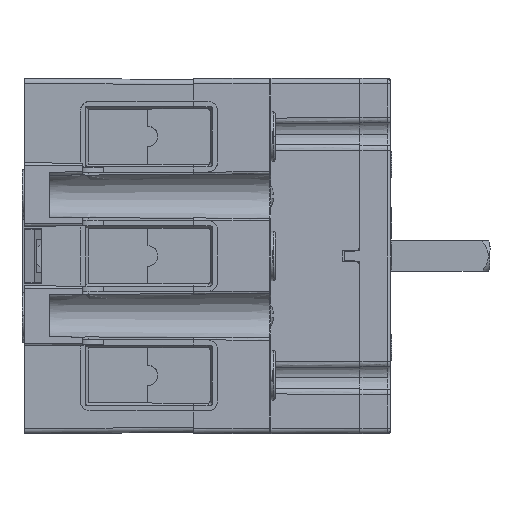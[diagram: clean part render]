
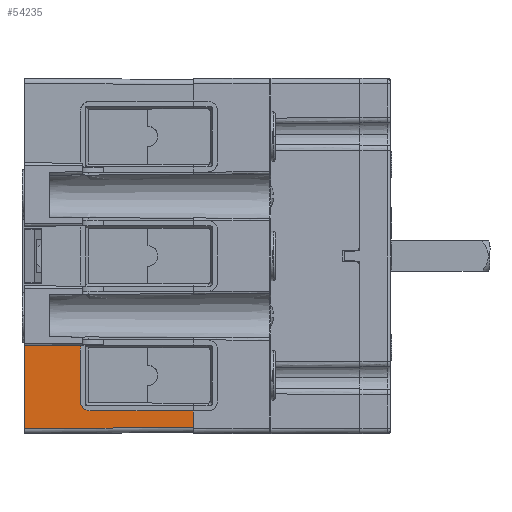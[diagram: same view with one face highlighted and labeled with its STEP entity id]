
A CAD part, front view. The second image highlights one B-rep face of the part: STEP entity #54235.
In plain terms, the highlighted planar face has unit normal (-0.009, -1, 0).
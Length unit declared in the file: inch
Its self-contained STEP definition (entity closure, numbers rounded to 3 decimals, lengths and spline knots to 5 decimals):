
#379 = CARTESIAN_POINT ( 'NONE',  ( 0.44248, -1.54914, -0.69102 ) ) ;
#1080 = VECTOR ( 'NONE', #44058, 39.37008 ) ;
#1540 = VECTOR ( 'NONE', #61428, 39.37008 ) ;
#2316 = CARTESIAN_POINT ( 'NONE',  ( 0., -1.54528, -1.20079 ) ) ;
#3659 = CARTESIAN_POINT ( 'NONE',  ( 0.51181, -1.54974, -1.20079 ) ) ;
#4905 = CARTESIAN_POINT ( 'NONE',  ( 0.43407, -1.54906, -0.7155 ) ) ;
#4994 = EDGE_CURVE ( 'NONE', #5098, #42064, #63505, .T. ) ;
#5085 = ORIENTED_EDGE ( 'NONE', *, *, #4994, .T. ) ;
#5098 = VERTEX_POINT ( 'NONE', #51107 ) ;
#5671 = EDGE_CURVE ( 'NONE', #29660, #54007, #37328, .T. ) ;
#6159 = CARTESIAN_POINT ( 'NONE',  ( 0.43307, -1.54905, -1.37795 ) ) ;
#6316 = CARTESIAN_POINT ( 'NONE',  ( 0., -1.54528, -1.33858 ) ) ;
#6484 = CARTESIAN_POINT ( 'NONE',  ( 0., -1.54528, -0.69488 ) ) ;
#6878 = ORIENTED_EDGE ( 'NONE', *, *, #48531, .T. ) ;
#7207 = EDGE_CURVE ( 'NONE', #54007, #19611, #15759, .T. ) ;
#7228 = CARTESIAN_POINT ( 'NONE',  ( 0.44251, -1.54914, -1.15963 ) ) ;
#8481 = AXIS2_PLACEMENT_3D ( 'NONE', #59522, #14881, #44410 ) ;
#8828 = ORIENTED_EDGE ( 'NONE', *, *, #24328, .F. ) ;
#9742 = FACE_OUTER_BOUND ( 'NONE', #27154, .T. ) ;
#10360 = PLANE ( 'NONE',  #8481 ) ;
#11419 = CARTESIAN_POINT ( 'NONE',  ( 0.43911, -1.54911, -1.15229 ) ) ;
#11735 = CARTESIAN_POINT ( 'NONE',  ( 0.43307, -1.54905, -1.12205 ) ) ;
#12057 = CARTESIAN_POINT ( 'NONE',  ( 0.51181, -1.54974, -1.20079 ) ) ;
#12360 = CARTESIAN_POINT ( 'NONE',  ( 0.4523, -1.54922, -1.17389 ) ) ;
#13909 = DIRECTION ( 'NONE',  ( 0., 0., 1. ) ) ;
#14388 = VECTOR ( 'NONE', #19985, 39.37008 ) ;
#14574 = EDGE_CURVE ( 'NONE', #52225, #25066, #45825, .T. ) ;
#14881 = DIRECTION ( 'NONE',  ( -0.009, -1., 0. ) ) ;
#15759 = B_SPLINE_CURVE_WITH_KNOTS ( 'NONE', 3,
 ( #12057, #27145, #31641, #36793, #31000, #50573, #41920, #46098, #26816, #41279, #12360, #45785, #7228, #22029, #51527, #11419, #26204, #17195, #16873, #11735 ),
 .UNSPECIFIED., .F., .F.,
 ( 4, 1, 1, 1, 2, 2, 2, 1, 1, 1, 2, 2, 4 ),
 ( 0., 0.125, 0.1875, 0.21875, 0.23437, 0.25, 0.5, 0.625, 0.6875, 0.71875, 0.73437, 0.75, 1. ),
 .UNSPECIFIED. ) ;
#16674 = CARTESIAN_POINT ( 'NONE',  ( 0.44248, -1.54914, -0.69102 ) ) ;
#16873 = CARTESIAN_POINT ( 'NONE',  ( 0.43307, -1.54905, -1.13208 ) ) ;
#17035 = VERTEX_POINT ( 'NONE', #6484 ) ;
#17195 = CARTESIAN_POINT ( 'NONE',  ( 0.43491, -1.54907, -1.14174 ) ) ;
#18277 = VECTOR ( 'NONE', #50082, 39.37008 ) ;
#19611 = VERTEX_POINT ( 'NONE', #37058 ) ;
#19862 = EDGE_CURVE ( 'NONE', #25066, #17035, #43113, .T. ) ;
#19985 = DIRECTION ( 'NONE',  ( 1., -0.009, 0.009 ) ) ;
#20720 = VECTOR ( 'NONE', #13909, 39.37008 ) ;
#22029 = CARTESIAN_POINT ( 'NONE',  ( 0.44046, -1.54912, -1.1554 ) ) ;
#24328 = EDGE_CURVE ( 'NONE', #17035, #42064, #45639, .T. ) ;
#24808 = CARTESIAN_POINT ( 'NONE',  ( 0.43936, -1.54911, -0.69682 ) ) ;
#25066 = VERTEX_POINT ( 'NONE', #6316 ) ;
#25606 = CARTESIAN_POINT ( 'NONE',  ( -0.01383, -1.54515, -1.3387 ) ) ;
#25691 = CARTESIAN_POINT ( 'NONE',  ( 1.30906, -1.5567, -1.37795 ) ) ;
#26204 = CARTESIAN_POINT ( 'NONE',  ( 0.43883, -1.54911, -1.15161 ) ) ;
#26816 = CARTESIAN_POINT ( 'NONE',  ( 0.47274, -1.5494, -1.19127 ) ) ;
#27145 = CARTESIAN_POINT ( 'NONE',  ( 0.50681, -1.5497, -1.20079 ) ) ;
#27154 = EDGE_LOOP ( 'NONE', ( #49451, #44565, #37607, #6878, #5085, #8828, #46392, #59460 ) ) ;
#28063 = EDGE_CURVE ( 'NONE', #52225, #29660, #59750, .T. ) ;
#29321 = CARTESIAN_POINT ( 'NONE',  ( 0.43327, -1.54906, -0.72191 ) ) ;
#29660 = VERTEX_POINT ( 'NONE', #53806 ) ;
#30263 = CARTESIAN_POINT ( 'NONE',  ( 0.43702, -1.54909, -0.70285 ) ) ;
#31000 = CARTESIAN_POINT ( 'NONE',  ( 0.48692, -1.54952, -1.19677 ) ) ;
#31641 = CARTESIAN_POINT ( 'NONE',  ( 0.49944, -1.54963, -1.2001 ) ) ;
#31994 = DIRECTION ( 'NONE',  ( -1., 0.009, -0.009 ) ) ;
#36793 = CARTESIAN_POINT ( 'NONE',  ( 0.49106, -1.54956, -1.19808 ) ) ;
#36925 = VECTOR ( 'NONE', #31994, 39.37008 ) ;
#37058 = CARTESIAN_POINT ( 'NONE',  ( 0.43307, -1.54905, -1.12205 ) ) ;
#37328 = LINE ( 'NONE', #2316, #1540 ) ;
#37607 = ORIENTED_EDGE ( 'NONE', *, *, #7207, .T. ) ;
#40214 = CARTESIAN_POINT ( 'NONE',  ( 0.43307, -1.54905, -0.72835 ) ) ;
#41097 = CARTESIAN_POINT ( 'NONE',  ( 1.30906, -1.5567, -1.32715 ) ) ;
#41279 = CARTESIAN_POINT ( 'NONE',  ( 0.4638, -1.54932, -1.18539 ) ) ;
#41920 = CARTESIAN_POINT ( 'NONE',  ( 0.48399, -1.5495, -1.19571 ) ) ;
#42064 = VERTEX_POINT ( 'NONE', #16674 ) ;
#43113 = LINE ( 'NONE', #62744, #20720 ) ;
#44058 = DIRECTION ( 'NONE',  ( 0., 0., 1. ) ) ;
#44362 = CARTESIAN_POINT ( 'NONE',  ( 0., -1.54528, -0.69488 ) ) ;
#44392 = CARTESIAN_POINT ( 'NONE',  ( 0.43468, -1.54907, -0.71223 ) ) ;
#44410 = DIRECTION ( 'NONE',  ( 1., -0.009, 0. ) ) ;
#44565 = ORIENTED_EDGE ( 'NONE', *, *, #5671, .T. ) ;
#45639 = LINE ( 'NONE', #44362, #14388 ) ;
#45785 = CARTESIAN_POINT ( 'NONE',  ( 0.44723, -1.54918, -1.16768 ) ) ;
#45825 = LINE ( 'NONE', #25606, #36925 ) ;
#46098 = CARTESIAN_POINT ( 'NONE',  ( 0.48346, -1.54949, -1.19551 ) ) ;
#46392 = ORIENTED_EDGE ( 'NONE', *, *, #19862, .F. ) ;
#48531 = EDGE_CURVE ( 'NONE', #19611, #5098, #50134, .T. ) ;
#49451 = ORIENTED_EDGE ( 'NONE', *, *, #28063, .T. ) ;
#50082 = DIRECTION ( 'NONE',  ( 0., 0., 1. ) ) ;
#50134 = LINE ( 'NONE', #6159, #1080 ) ;
#50573 = CARTESIAN_POINT ( 'NONE',  ( 0.48516, -1.54951, -1.19614 ) ) ;
#51107 = CARTESIAN_POINT ( 'NONE',  ( 0.43307, -1.54905, -0.72835 ) ) ;
#51527 = CARTESIAN_POINT ( 'NONE',  ( 0.43964, -1.54911, -1.15354 ) ) ;
#52225 = VERTEX_POINT ( 'NONE', #41097 ) ;
#53806 = CARTESIAN_POINT ( 'NONE',  ( 1.30906, -1.5567, -1.20079 ) ) ;
#54007 = VERTEX_POINT ( 'NONE', #3659 ) ;
#54235 = ADVANCED_FACE ( 'NONE', ( #9742 ), #10360, .T. ) ;
#59460 = ORIENTED_EDGE ( 'NONE', *, *, #14574, .F. ) ;
#59522 = CARTESIAN_POINT ( 'NONE',  ( 0., -1.54528, -1.37795 ) ) ;
#59750 = LINE ( 'NONE', #25691, #18277 ) ;
#59821 = CARTESIAN_POINT ( 'NONE',  ( 0.43307, -1.54905, -0.72513 ) ) ;
#61428 = DIRECTION ( 'NONE',  ( -1., 0.009, 0. ) ) ;
#62744 = CARTESIAN_POINT ( 'NONE',  ( 0., -1.54528, -1.37795 ) ) ;
#63505 = B_SPLINE_CURVE_WITH_KNOTS ( 'NONE', 3,
 ( #40214, #59821, #29321, #4905, #44392, #30263, #24808, #379 ),
 .UNSPECIFIED., .F., .F.,
 ( 4, 2, 2, 4 ),
 ( 0., 0.25, 0.5, 1. ),
 .UNSPECIFIED. ) ;
